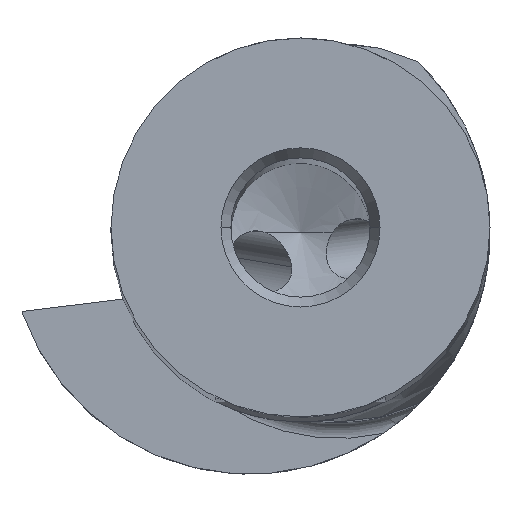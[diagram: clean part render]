
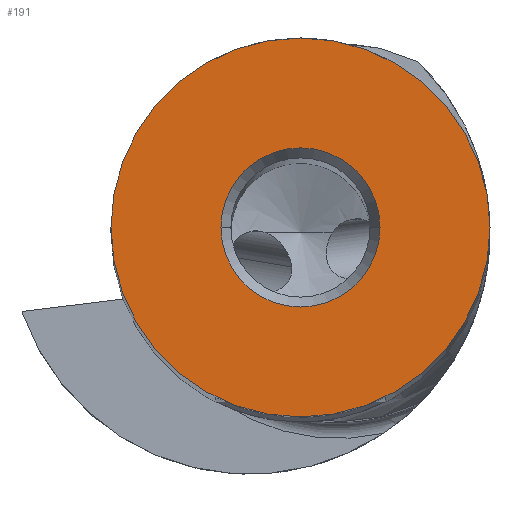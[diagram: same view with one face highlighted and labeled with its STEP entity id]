
A CAD part, top view. The second image highlights one B-rep face of the part: STEP entity #191.
In plain terms, the highlighted planar face has unit normal (0, 0, 1).
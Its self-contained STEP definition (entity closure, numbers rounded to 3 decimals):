
#63=FACE_BOUND('',#356,.T.);
#64=FACE_BOUND('',#357,.T.);
#89=PLANE('',#1471);
#191=ADVANCED_FACE('',(#63,#64),#89,.T.);
#356=EDGE_LOOP('',(#796,#797));
#357=EDGE_LOOP('',(#798,#799));
#796=ORIENTED_EDGE('',*,*,#1240,.F.);
#797=ORIENTED_EDGE('',*,*,#1233,.F.);
#798=ORIENTED_EDGE('',*,*,#1245,.F.);
#799=ORIENTED_EDGE('',*,*,#1246,.F.);
#1071=VERTEX_POINT('',#2829);
#1072=VERTEX_POINT('',#2830);
#1081=VERTEX_POINT('',#2853);
#1082=VERTEX_POINT('',#2854);
#1233=EDGE_CURVE('',#1071,#1072,#1355,.T.);
#1240=EDGE_CURVE('',#1072,#1071,#1356,.T.);
#1245=EDGE_CURVE('',#1081,#1082,#1357,.T.);
#1246=EDGE_CURVE('',#1082,#1081,#1358,.T.);
#1355=CIRCLE('',#1461,9.525);
#1356=CIRCLE('',#1465,9.525);
#1357=CIRCLE('',#1469,4.);
#1358=CIRCLE('',#1470,4.);
#1461=AXIS2_PLACEMENT_3D('',#2828,#1705,#1706);
#1465=AXIS2_PLACEMENT_3D('',#2842,#1717,#1718);
#1469=AXIS2_PLACEMENT_3D('',#2852,#1727,#1728);
#1470=AXIS2_PLACEMENT_3D('',#2855,#1729,#1730);
#1471=AXIS2_PLACEMENT_3D('',#2856,#1731,#1732);
#1705=DIRECTION('',(0.,0.,-1.));
#1706=DIRECTION('',(-1.,0.,0.));
#1717=DIRECTION('',(0.,0.,-1.));
#1718=DIRECTION('',(1.,0.,0.));
#1727=DIRECTION('',(0.,0.,1.));
#1728=DIRECTION('',(1.,0.,0.));
#1729=DIRECTION('',(0.,0.,1.));
#1730=DIRECTION('',(-1.,0.,0.));
#1731=DIRECTION('',(0.,0.,1.));
#1732=DIRECTION('',(1.,0.,0.));
#2828=CARTESIAN_POINT('',(0.,0.,0.));
#2829=CARTESIAN_POINT('',(-9.525,0.,0.));
#2830=CARTESIAN_POINT('',(9.525,0.,0.));
#2842=CARTESIAN_POINT('',(0.,0.,0.));
#2852=CARTESIAN_POINT('',(0.,0.,0.));
#2853=CARTESIAN_POINT('',(4.,0.,0.));
#2854=CARTESIAN_POINT('',(-4.,0.,0.));
#2855=CARTESIAN_POINT('',(0.,0.,0.));
#2856=CARTESIAN_POINT('',(0.,0.,0.));
